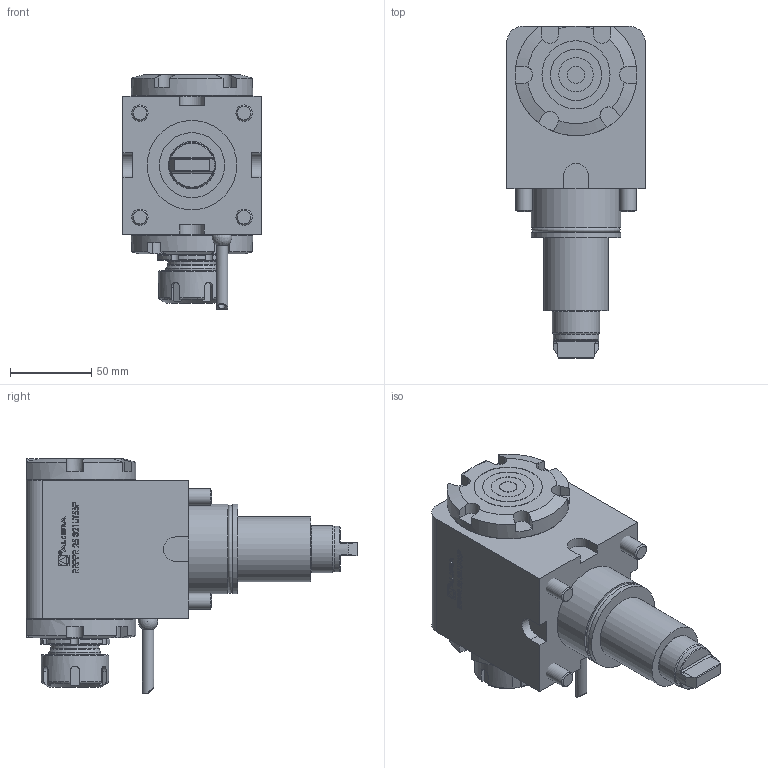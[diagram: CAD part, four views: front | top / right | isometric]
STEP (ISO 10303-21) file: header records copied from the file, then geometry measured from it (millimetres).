
FILE_DESCRIPTION (( 'STEP AP214' ), '1' );
FILE_NAME ('RRPPR25321UT55P.STEP', '2021-11-10T16:00:21', ( '' ), ( '' ), 'SwSTEP 2.0', 'SolidWorks 2016', '' );
FILE_SCHEMA (( 'AUTOMOTIVE_DESIGN' ));
Length unit declared in the file: millimetre
Products named in the file (1): RRPPR25321UT55P
Bounding box: 85 x 204 x 144 mm (x, y, z)
Volume: 1024726.1 mm3; surface area: 95873.3 mm2
Topology: 7 solids, 8 shells, 667 faces, 1737 edges, 1139 vertices
Faces by surface type: plane 396, cylinder 109, bspline 99, cone 44, torus 18, sphere 1
Full cylindrical faces by diameter (mm): 1.7 x1, 2.1 x1, 4 x1, 6.366 x1, 7 x1, 10 x4, 10.704 x1, 16 x4, 21.104 x1, 28 x1, 29 x1, 29.6 x1, 31.504 x1, 32 x1, 40 x1, 41.5 x1, 41.904 x1, 47 x1, 50.2 x1, 55 x2
Entity records: 29945 total; most frequent: CARTESIAN_POINT 11005, ORIENTED_EDGE 3328, DIRECTION 2713, EDGE_CURVE 1664, VERTEX_POINT 1120, VECTOR 1025, LINE 1025, AXIS2_PLACEMENT_3D 844
